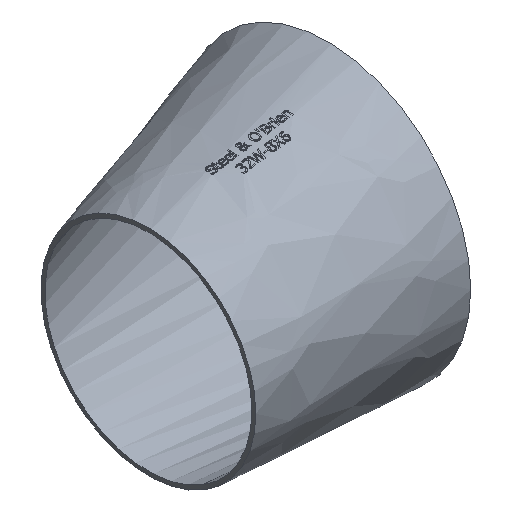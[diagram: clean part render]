
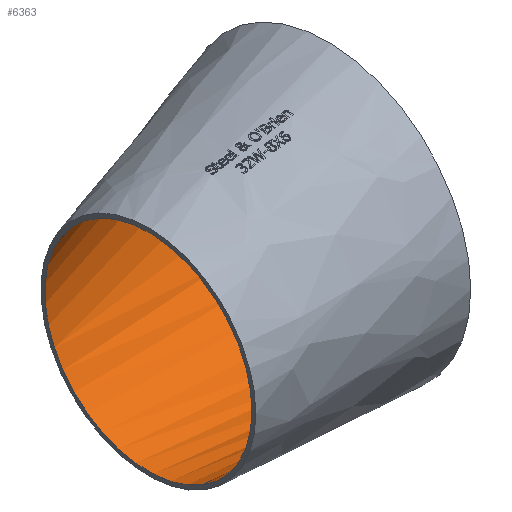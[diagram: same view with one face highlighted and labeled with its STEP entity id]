
A CAD part, isometric view. The second image highlights one B-rep face of the part: STEP entity #6363.
In plain terms, the highlighted free-form (B-spline) face has degree [1, 2] with [2, 9] control points.
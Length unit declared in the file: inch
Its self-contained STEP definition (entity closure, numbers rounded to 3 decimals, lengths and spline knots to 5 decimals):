
#24=(
BOUNDED_SURFACE()
B_SPLINE_SURFACE(1,2,((#15096,#15097,#15098,#15099,#15100,#15101,#15102,
#15103,#15104),(#15105,#15106,#15107,#15108,#15109,#15110,#15111,#15112,
#15113)),.UNSPECIFIED.,.F.,.T.,.F.)
B_SPLINE_SURFACE_WITH_KNOTS((2,2),(3,2,2,2,3),(-0.16597,1.7043),
(-3.14159,-1.5708,0.,1.5708,3.14159),
 .UNSPECIFIED.)
GEOMETRIC_REPRESENTATION_ITEM()
RATIONAL_B_SPLINE_SURFACE(((1.,0.707,1.,0.707,1.,
0.707,1.,0.707,1.),(1.,0.707,1.,0.707,
1.,0.707,1.,0.707,1.)))
REPRESENTATION_ITEM('')
SURFACE()
);
#79=CIRCLE('',#6572,3.891);
#80=CIRCLE('',#6573,3.891);
#81=CIRCLE('',#6574,2.891);
#82=CIRCLE('',#6575,2.891);
#1317=FACE_OUTER_BOUND('',#1697,.T.);
#1697=EDGE_LOOP('',(#5759,#5760,#5761,#5762,#5763,#5764));
#2219=B_SPLINE_CURVE_WITH_KNOTS('',1,(#15119,#15120),.UNSPECIFIED.,.F.,
 .F.,(2,2),(0.00427,1.5869),.UNSPECIFIED.);
#2864=VERTEX_POINT('',#15114);
#2865=VERTEX_POINT('',#15115);
#2866=VERTEX_POINT('',#15118);
#2867=VERTEX_POINT('',#15121);
#3833=EDGE_CURVE('',#2864,#2865,#79,.T.);
#3834=EDGE_CURVE('',#2865,#2864,#80,.T.);
#3835=EDGE_CURVE('',#2865,#2866,#2219,.T.);
#3836=EDGE_CURVE('',#2867,#2866,#81,.T.);
#3837=EDGE_CURVE('',#2866,#2867,#82,.T.);
#5759=ORIENTED_EDGE('',*,*,#3833,.F.);
#5760=ORIENTED_EDGE('',*,*,#3834,.F.);
#5761=ORIENTED_EDGE('',*,*,#3835,.T.);
#5762=ORIENTED_EDGE('',*,*,#3836,.F.);
#5763=ORIENTED_EDGE('',*,*,#3837,.F.);
#5764=ORIENTED_EDGE('',*,*,#3835,.F.);
#6363=ADVANCED_FACE('',(#1317),#24,.T.);
#6572=AXIS2_PLACEMENT_3D('',#15116,#7311,#7312);
#6573=AXIS2_PLACEMENT_3D('',#15117,#7313,#7314);
#6574=AXIS2_PLACEMENT_3D('',#15122,#7315,#7316);
#6575=AXIS2_PLACEMENT_3D('',#15123,#7317,#7318);
#7311=DIRECTION('center_axis',(-1.,0.,0.));
#7312=DIRECTION('ref_axis',(0.,-0.026,-1.));
#7313=DIRECTION('center_axis',(-1.,0.,0.));
#7314=DIRECTION('ref_axis',(0.,-0.026,-1.));
#7315=DIRECTION('center_axis',(1.,0.,0.));
#7316=DIRECTION('ref_axis',(0.,-0.026,-1.));
#7317=DIRECTION('center_axis',(1.,0.,0.));
#7318=DIRECTION('ref_axis',(0.,-0.026,-1.));
#15096=CARTESIAN_POINT('Ctrl Pts',(6.64542,1.00227,3.99718));
#15097=CARTESIAN_POINT('Ctrl Pts',(6.01363,4.89554,3.99718));
#15098=CARTESIAN_POINT('Ctrl Pts',(6.01363,4.89554,0.));
#15099=CARTESIAN_POINT('Ctrl Pts',(6.01363,4.89554,-3.99718));
#15100=CARTESIAN_POINT('Ctrl Pts',(6.64542,1.00227,-3.99718));
#15101=CARTESIAN_POINT('Ctrl Pts',(7.27721,-2.891,-3.99718));
#15102=CARTESIAN_POINT('Ctrl Pts',(7.27721,-2.891,0.));
#15103=CARTESIAN_POINT('Ctrl Pts',(7.27721,-2.891,3.99718));
#15104=CARTESIAN_POINT('Ctrl Pts',(6.64542,1.00227,3.99718));
#15105=CARTESIAN_POINT('Ctrl Pts',(-0.44507,-0.14836,
2.81584));
#15106=CARTESIAN_POINT('Ctrl Pts',(-0.89014,2.59429,
2.81584));
#15107=CARTESIAN_POINT('Ctrl Pts',(-0.89014,2.59429,
0.));
#15108=CARTESIAN_POINT('Ctrl Pts',(-0.89014,2.59429,
-2.81584));
#15109=CARTESIAN_POINT('Ctrl Pts',(-0.44507,-0.14836,
-2.81584));
#15110=CARTESIAN_POINT('Ctrl Pts',(0.,-2.891,
-2.81584));
#15111=CARTESIAN_POINT('Ctrl Pts',(0.,-2.891,0.));
#15112=CARTESIAN_POINT('Ctrl Pts',(0.,-2.891,2.81584));
#15113=CARTESIAN_POINT('Ctrl Pts',(-0.44507,-0.14836,
2.81584));
#15114=CARTESIAN_POINT('',(6.,-2.891,0.));
#15115=CARTESIAN_POINT('',(6.,0.89753,3.88965));
#15116=CARTESIAN_POINT('Origin',(6.,1.,0.));
#15117=CARTESIAN_POINT('Origin',(6.,1.,0.));
#15118=CARTESIAN_POINT('',(0.,-0.07613,2.89));
#15119=CARTESIAN_POINT('Ctrl Pts',(6.,0.89753,3.88965));
#15120=CARTESIAN_POINT('Ctrl Pts',(0.,-0.07613,
2.89));
#15121=CARTESIAN_POINT('',(0.,-2.891,0.));
#15122=CARTESIAN_POINT('Origin',(0.,0.,0.));
#15123=CARTESIAN_POINT('Origin',(0.,0.,0.));
